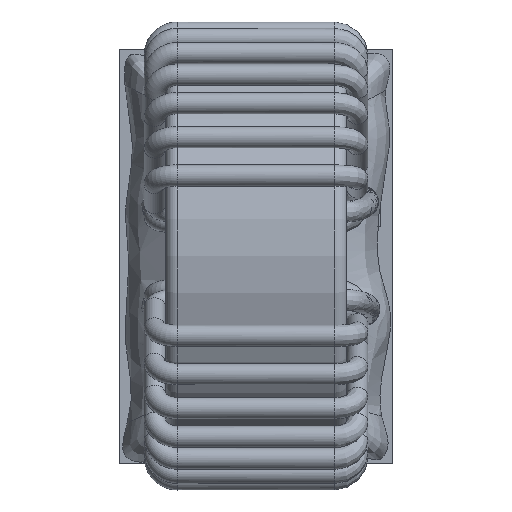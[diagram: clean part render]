
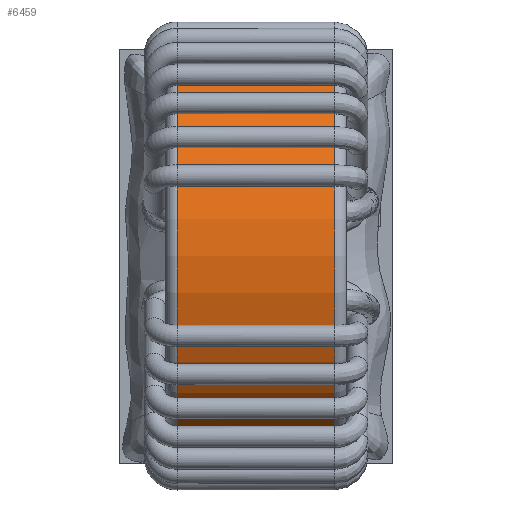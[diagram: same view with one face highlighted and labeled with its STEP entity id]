
A CAD part, top view. The second image highlights one B-rep face of the part: STEP entity #6459.
In plain terms, the highlighted cylindrical face has radius 18 mm (diameter 36 mm), a full revolution.
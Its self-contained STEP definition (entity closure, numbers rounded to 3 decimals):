
#498=CYLINDRICAL_SURFACE('',#6839,18.);
#967=ORIENTED_EDGE('',*,*,#1784,.T.);
#968=ORIENTED_EDGE('',*,*,#1783,.F.);
#1783=EDGE_CURVE('',#2227,#2227,#2573,.T.);
#1784=EDGE_CURVE('',#2228,#2228,#2574,.T.);
#2227=VERTEX_POINT('',#11382);
#2228=VERTEX_POINT('',#11385);
#2573=CIRCLE('',#6830,18.);
#2574=CIRCLE('',#6832,18.);
#2843=EDGE_LOOP('',(#967));
#2844=EDGE_LOOP('',(#968));
#3492=FACE_BOUND('',#2843,.T.);
#3493=FACE_BOUND('',#2844,.T.);
#6459=ADVANCED_FACE('',(#3492,#3493),#498,.T.);
#6830=AXIS2_PLACEMENT_3D('',#11381,#7365,#7366);
#6832=AXIS2_PLACEMENT_3D('',#11384,#7369,#7370);
#6839=AXIS2_PLACEMENT_3D('',#11395,#7383,#7384);
#7365=DIRECTION('',(0.,1.,0.));
#7366=DIRECTION('',(0.,0.,1.));
#7369=DIRECTION('',(0.,1.,0.));
#7370=DIRECTION('',(0.,0.,1.));
#7383=DIRECTION('',(0.,1.,0.));
#7384=DIRECTION('',(0.,0.,1.));
#11381=CARTESIAN_POINT('',(0.,6.65,-17.4));
#11382=CARTESIAN_POINT('',(0.,6.65,0.6));
#11384=CARTESIAN_POINT('',(0.,-6.65,-17.4));
#11385=CARTESIAN_POINT('',(0.,-6.65,0.6));
#11395=CARTESIAN_POINT('',(0.,-7.65,-17.4));
